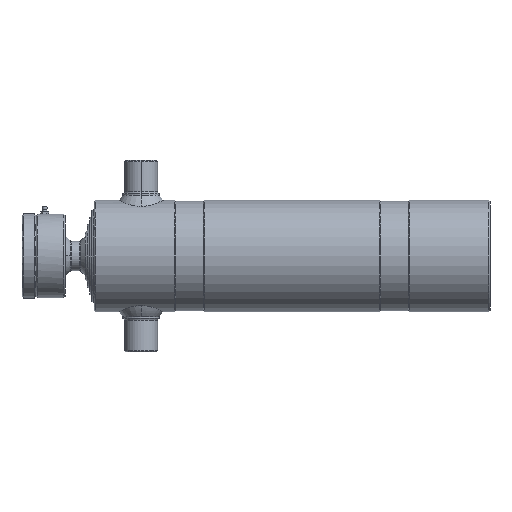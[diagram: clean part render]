
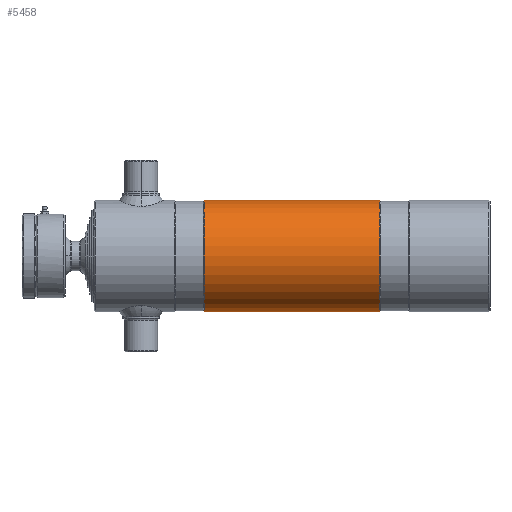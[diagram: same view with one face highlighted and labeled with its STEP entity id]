
A CAD part, left-side view. The second image highlights one B-rep face of the part: STEP entity #5458.
In plain terms, the highlighted cylindrical face has radius 75.75 mm (diameter 151.5 mm), a partial arc.
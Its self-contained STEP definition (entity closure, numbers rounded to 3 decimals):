
#197 = LINE ( 'NONE', #258, #21832 ) ;
#258 = CARTESIAN_POINT ( 'NONE',  ( 0., 522.61, 75.75 ) ) ;
#522 = DIRECTION ( 'NONE',  ( 0., 0., 1. ) ) ;
#1204 = EDGE_LOOP ( 'NONE', ( #9997, #26838, #4866, #23033 ) ) ;
#1965 = DIRECTION ( 'NONE',  ( 0., 0., 1. ) ) ;
#2830 = CARTESIAN_POINT ( 'NONE',  ( 0., 150., -75.75 ) ) ;
#3166 = VERTEX_POINT ( 'NONE', #2830 ) ;
#4399 = EDGE_CURVE ( 'NONE', #11152, #26540, #4712, .T. ) ;
#4712 = CIRCLE ( 'NONE', #16808, 75.75 ) ;
#4866 = ORIENTED_EDGE ( 'NONE', *, *, #22729, .T. ) ;
#4994 = DIRECTION ( 'NONE',  ( 0., 1., 0. ) ) ;
#5458 = ADVANCED_FACE ( 'NONE', ( #8677 ), #8014, .T. ) ;
#5846 = CARTESIAN_POINT ( 'NONE',  ( 0., 522.61, -75.75 ) ) ;
#6546 = EDGE_CURVE ( 'NONE', #3166, #22202, #21909, .T. ) ;
#7763 = VECTOR ( 'NONE', #23177, 1000. ) ;
#8014 = CYLINDRICAL_SURFACE ( 'NONE', #16103, 75.75 ) ;
#8677 = FACE_OUTER_BOUND ( 'NONE', #1204, .T. ) ;
#9095 = LINE ( 'NONE', #5846, #7763 ) ;
#9631 = AXIS2_PLACEMENT_3D ( 'NONE', #27899, #14854, #1965 ) ;
#9997 = ORIENTED_EDGE ( 'NONE', *, *, #17558, .F. ) ;
#11035 = CARTESIAN_POINT ( 'NONE',  ( 0., 389., -75.75 ) ) ;
#11152 = VERTEX_POINT ( 'NONE', #11035 ) ;
#11322 = CARTESIAN_POINT ( 'NONE',  ( 0., 522.61, 0. ) ) ;
#14854 = DIRECTION ( 'NONE',  ( 0., 1., 0. ) ) ;
#15300 = DIRECTION ( 'NONE',  ( 0., 1., 0. ) ) ;
#15676 = DIRECTION ( 'NONE',  ( 0., 1., 0. ) ) ;
#15923 = CARTESIAN_POINT ( 'NONE',  ( 0., 389., 75.75 ) ) ;
#16103 = AXIS2_PLACEMENT_3D ( 'NONE', #11322, #15676, #522 ) ;
#16808 = AXIS2_PLACEMENT_3D ( 'NONE', #17883, #4994, #20093 ) ;
#17558 = EDGE_CURVE ( 'NONE', #3166, #11152, #9095, .T. ) ;
#17883 = CARTESIAN_POINT ( 'NONE',  ( 0., 389., 0. ) ) ;
#20093 = DIRECTION ( 'NONE',  ( 0., 0., 1. ) ) ;
#21832 = VECTOR ( 'NONE', #15300, 1000. ) ;
#21909 = CIRCLE ( 'NONE', #9631, 75.75 ) ;
#22202 = VERTEX_POINT ( 'NONE', #24378 ) ;
#22729 = EDGE_CURVE ( 'NONE', #22202, #26540, #197, .T. ) ;
#23033 = ORIENTED_EDGE ( 'NONE', *, *, #4399, .F. ) ;
#23177 = DIRECTION ( 'NONE',  ( 0., 1., 0. ) ) ;
#24378 = CARTESIAN_POINT ( 'NONE',  ( 0., 150., 75.75 ) ) ;
#26540 = VERTEX_POINT ( 'NONE', #15923 ) ;
#26838 = ORIENTED_EDGE ( 'NONE', *, *, #6546, .T. ) ;
#27899 = CARTESIAN_POINT ( 'NONE',  ( 0., 150., 0. ) ) ;
